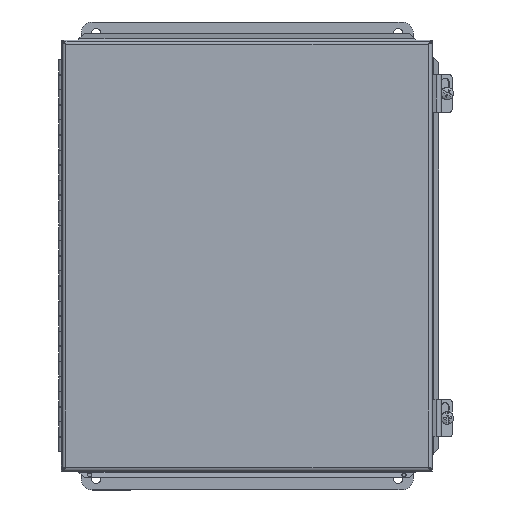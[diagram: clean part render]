
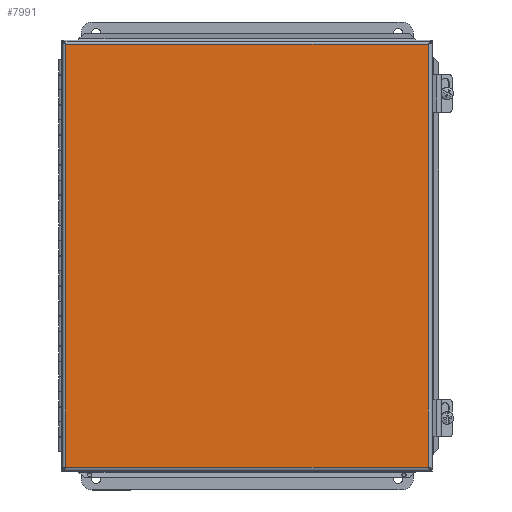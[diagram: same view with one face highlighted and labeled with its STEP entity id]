
A CAD part, top view. The second image highlights one B-rep face of the part: STEP entity #7991.
In plain terms, the highlighted planar face has unit normal (0, 0, 1).
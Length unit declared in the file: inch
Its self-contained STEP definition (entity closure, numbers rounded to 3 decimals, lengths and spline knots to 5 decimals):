
#883=PLANE('',#8836);
#1522=LINE('',#13482,#2304);
#1562=LINE('',#13750,#2344);
#1665=LINE('',#14150,#2447);
#1666=LINE('',#14152,#2448);
#2304=VECTOR('',#10528,0.3937);
#2344=VECTOR('',#10592,0.3937);
#2447=VECTOR('',#10863,0.3937);
#2448=VECTOR('',#10866,0.3937);
#2980=FACE_OUTER_BOUND('',#3476,.T.);
#3476=EDGE_LOOP('',(#7559,#7560,#7561,#7562));
#4216=VERTEX_POINT('',#13203);
#4247=VERTEX_POINT('',#13351);
#4275=VERTEX_POINT('',#13481);
#4295=VERTEX_POINT('',#13663);
#5247=EDGE_CURVE('',#4275,#4247,#1522,.T.);
#5298=EDGE_CURVE('',#4216,#4295,#1562,.T.);
#5431=EDGE_CURVE('',#4247,#4216,#1665,.T.);
#5432=EDGE_CURVE('',#4295,#4275,#1666,.T.);
#7559=ORIENTED_EDGE('',*,*,#5431,.T.);
#7560=ORIENTED_EDGE('',*,*,#5298,.T.);
#7561=ORIENTED_EDGE('',*,*,#5432,.T.);
#7562=ORIENTED_EDGE('',*,*,#5247,.T.);
#7991=ADVANCED_FACE('',(#2980),#883,.T.);
#8836=AXIS2_PLACEMENT_3D('',#14153,#10867,#10868);
#10528=DIRECTION('',(0.,-1.,0.));
#10592=DIRECTION('',(0.,1.,0.));
#10863=DIRECTION('',(1.,0.,0.));
#10866=DIRECTION('',(-1.,0.,0.));
#10867=DIRECTION('center_axis',(0.,0.,1.));
#10868=DIRECTION('ref_axis',(1.,0.,0.));
#13203=CARTESIAN_POINT('',(6.0035,-7.0035,0.059));
#13351=CARTESIAN_POINT('',(-6.0035,-7.0035,0.059));
#13481=CARTESIAN_POINT('',(-6.0035,7.0035,0.059));
#13482=CARTESIAN_POINT('',(-6.0035,3.50175,0.059));
#13663=CARTESIAN_POINT('',(6.0035,7.0035,0.059));
#13750=CARTESIAN_POINT('',(6.0035,-3.50175,0.059));
#14150=CARTESIAN_POINT('',(-3.00175,-7.0035,0.059));
#14152=CARTESIAN_POINT('',(3.00175,7.0035,0.059));
#14153=CARTESIAN_POINT('Origin',(0.,0.,
0.059));
